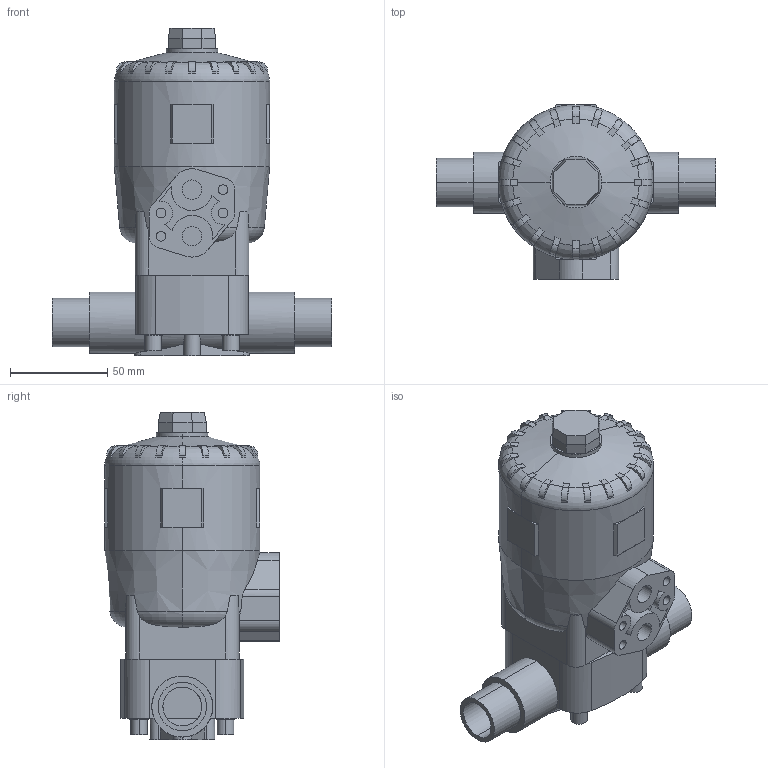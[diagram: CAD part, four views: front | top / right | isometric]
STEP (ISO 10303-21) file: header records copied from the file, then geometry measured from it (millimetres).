
FILE_DESCRIPTION(('STEP AP214'),'1');
FILE_NAME('cctmp_7055DCEE-F3B0-4F4D-89E5-DB1E874F7ACC_2021_10_26_10_48_13_0265..stp','2021-10-26T08:48:13',('Praher Valves GmbH'),('CADClick - www.CADClick.com'),'Spatial InterOp 3D',' ','unknown authorization');
FILE_SCHEMA(('AUTOMOTIVE_DESIGN'));
Length unit declared in the file: millimetre
Products named in the file (1): 126053
Bounding box: 144 x 90 x 168.5 mm (x, y, z)
Volume: 682702.2 mm3; surface area: 64786.2 mm2
Topology: 1 solids, 1 shells, 296 faces, 776 edges, 506 vertices
Faces by surface type: plane 185, cylinder 98, torus 9, cone 4
Entity records: 12910 total; most frequent: CARTESIAN_POINT 3289, ORIENTED_EDGE 1552, DIRECTION 1497, EDGE_CURVE 776, AXIS2_PLACEMENT_3D 569, VERTEX_POINT 506, LINE 359, VECTOR 359
